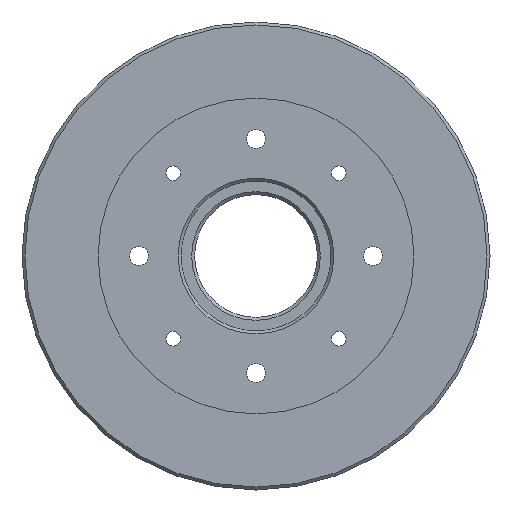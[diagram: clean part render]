
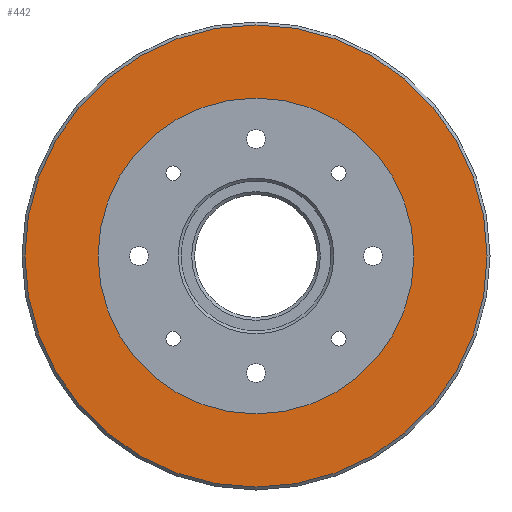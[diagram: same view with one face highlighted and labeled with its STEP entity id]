
A CAD part, front view. The second image highlights one B-rep face of the part: STEP entity #442.
In plain terms, the highlighted planar face has unit normal (0, -1, 0).
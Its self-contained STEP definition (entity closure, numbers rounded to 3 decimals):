
#15=FACE_BOUND('',#95,.T.);
#39=PLANE('',#488);
#65=FACE_OUTER_BOUND('',#94,.T.);
#94=EDGE_LOOP('',(#327));
#95=EDGE_LOOP('',(#328));
#187=CIRCLE('',#484,39.5);
#190=CIRCLE('',#489,27.);
#224=VERTEX_POINT('',#706);
#227=VERTEX_POINT('',#716);
#261=EDGE_CURVE('',#224,#224,#187,.T.);
#266=EDGE_CURVE('',#227,#227,#190,.T.);
#327=ORIENTED_EDGE('',*,*,#261,.F.);
#328=ORIENTED_EDGE('',*,*,#266,.T.);
#442=ADVANCED_FACE('',(#65,#15),#39,.T.);
#484=AXIS2_PLACEMENT_3D('',#707,#553,#554);
#488=AXIS2_PLACEMENT_3D('',#715,#563,#564);
#489=AXIS2_PLACEMENT_3D('',#717,#565,#566);
#553=DIRECTION('center_axis',(0.,1.,0.));
#554=DIRECTION('ref_axis',(0.,0.,1.));
#563=DIRECTION('center_axis',(0.,-1.,0.));
#564=DIRECTION('ref_axis',(0.,0.,-1.));
#565=DIRECTION('center_axis',(0.,1.,0.));
#566=DIRECTION('ref_axis',(0.,0.,1.));
#706=CARTESIAN_POINT('',(0.,1.402,-39.5));
#707=CARTESIAN_POINT('Origin',(0.,1.402,0.));
#715=CARTESIAN_POINT('Origin',(0.,1.402,30.));
#716=CARTESIAN_POINT('',(0.,1.402,-27.));
#717=CARTESIAN_POINT('Origin',(0.,1.402,0.));
